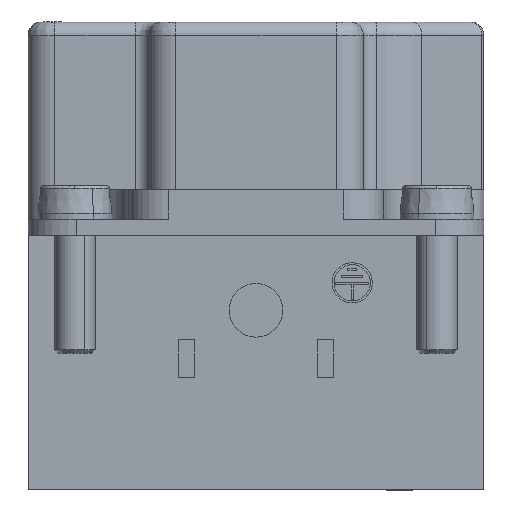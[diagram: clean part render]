
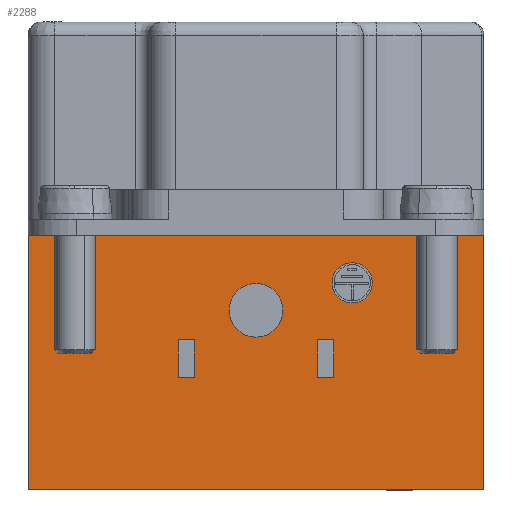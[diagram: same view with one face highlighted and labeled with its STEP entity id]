
A CAD part, front view. The second image highlights one B-rep face of the part: STEP entity #2288.
In plain terms, the highlighted planar face has unit normal (0, -1, 0).
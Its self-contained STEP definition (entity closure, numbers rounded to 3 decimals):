
#2288=ADVANCED_FACE('F1',(#6414,#6415,#6416,#6417,#6418),#3101,.F.);
#3101=PLANE('',#15736);
#3619=CIRCLE('',#15734,2.);
#3620=CIRCLE('',#15735,1.5);
#3921=LINE('',#20295,#5115);
#4040=LINE('',#20963,#5234);
#4041=LINE('',#20965,#5235);
#4042=LINE('',#20967,#5236);
#4043=LINE('',#20968,#5237);
#4044=LINE('',#20971,#5238);
#4045=LINE('',#20973,#5239);
#4046=LINE('',#20975,#5240);
#4047=LINE('',#20976,#5241);
#4048=LINE('',#20979,#5242);
#4049=LINE('',#20981,#5243);
#4050=LINE('',#20983,#5244);
#5115=VECTOR('',#16765,1.);
#5234=VECTOR('',#16910,1.);
#5235=VECTOR('',#16911,1.);
#5236=VECTOR('',#16912,1.);
#5237=VECTOR('',#16913,1.);
#5238=VECTOR('',#16914,1.);
#5239=VECTOR('',#16915,1.);
#5240=VECTOR('',#16916,1.);
#5241=VECTOR('',#16917,1.);
#5242=VECTOR('',#16918,1.);
#5243=VECTOR('',#16919,1.);
#5244=VECTOR('',#16920,1.);
#6414=FACE_BOUND('',#6569,.T.);
#6415=FACE_BOUND('',#6570,.T.);
#6416=FACE_BOUND('',#6571,.T.);
#6417=FACE_BOUND('',#6572,.T.);
#6418=FACE_BOUND('',#6573,.T.);
#6569=EDGE_LOOP('',(#7646,#7647,#7648,#7649));
#6570=EDGE_LOOP('',(#7650,#7651,#7652,#7653));
#6571=EDGE_LOOP('',(#7654,#7655,#7656,#7657));
#6572=EDGE_LOOP('',(#7658));
#6573=EDGE_LOOP('',(#7659));
#7646=ORIENTED_EDGE('',*,*,#13056,.T.);
#7647=ORIENTED_EDGE('',*,*,#13212,.T.);
#7648=ORIENTED_EDGE('',*,*,#13213,.F.);
#7649=ORIENTED_EDGE('',*,*,#13214,.F.);
#7650=ORIENTED_EDGE('',*,*,#13215,.T.);
#7651=ORIENTED_EDGE('',*,*,#13216,.T.);
#7652=ORIENTED_EDGE('',*,*,#13217,.T.);
#7653=ORIENTED_EDGE('',*,*,#13218,.T.);
#7654=ORIENTED_EDGE('',*,*,#13219,.T.);
#7655=ORIENTED_EDGE('',*,*,#13220,.T.);
#7656=ORIENTED_EDGE('',*,*,#13221,.T.);
#7657=ORIENTED_EDGE('',*,*,#13222,.T.);
#7658=ORIENTED_EDGE('',*,*,#13223,.F.);
#7659=ORIENTED_EDGE('',*,*,#13224,.F.);
#11677=VERTEX_POINT('',#20294);
#11678=VERTEX_POINT('',#20296);
#11832=VERTEX_POINT('',#20964);
#11833=VERTEX_POINT('',#20966);
#11834=VERTEX_POINT('',#20969);
#11835=VERTEX_POINT('',#20970);
#11836=VERTEX_POINT('',#20972);
#11837=VERTEX_POINT('',#20974);
#11838=VERTEX_POINT('',#20977);
#11839=VERTEX_POINT('',#20978);
#11840=VERTEX_POINT('',#20980);
#11841=VERTEX_POINT('',#20982);
#11842=VERTEX_POINT('',#20985);
#11843=VERTEX_POINT('',#20987);
#13056=EDGE_CURVE('',#11678,#11677,#3921,.T.);
#13212=EDGE_CURVE('',#11677,#11832,#4040,.T.);
#13213=EDGE_CURVE('',#11833,#11832,#4041,.T.);
#13214=EDGE_CURVE('',#11678,#11833,#4042,.T.);
#13215=EDGE_CURVE('',#11834,#11835,#4043,.T.);
#13216=EDGE_CURVE('',#11835,#11836,#4044,.T.);
#13217=EDGE_CURVE('',#11836,#11837,#4045,.T.);
#13218=EDGE_CURVE('',#11837,#11834,#4046,.T.);
#13219=EDGE_CURVE('',#11838,#11839,#4047,.T.);
#13220=EDGE_CURVE('',#11839,#11840,#4048,.T.);
#13221=EDGE_CURVE('',#11840,#11841,#4049,.T.);
#13222=EDGE_CURVE('',#11841,#11838,#4050,.T.);
#13223=EDGE_CURVE('',#11842,#11842,#3619,.T.);
#13224=EDGE_CURVE('',#11843,#11843,#3620,.T.);
#15734=AXIS2_PLACEMENT_3D('',#20984,#16921,#16922);
#15735=AXIS2_PLACEMENT_3D('',#20986,#16923,#16924);
#15736=AXIS2_PLACEMENT_3D('',#20988,#16925,#16926);
#16765=DIRECTION('',(0.,0.,1.));
#16910=DIRECTION('',(-1.,0.,0.));
#16911=DIRECTION('',(0.,0.,1.));
#16912=DIRECTION('',(-1.,0.,0.));
#16913=DIRECTION('',(0.,0.,1.));
#16914=DIRECTION('',(1.,0.,0.));
#16915=DIRECTION('',(0.,0.,-1.));
#16916=DIRECTION('',(-1.,0.,0.));
#16917=DIRECTION('',(0.,0.,-1.));
#16918=DIRECTION('',(-1.,0.,0.));
#16919=DIRECTION('',(0.,0.,1.));
#16920=DIRECTION('',(1.,0.,0.));
#16921=DIRECTION('',(0.,-1.,0.));
#16922=DIRECTION('',(-1.,0.,0.));
#16923=DIRECTION('',(0.,-1.,0.));
#16924=DIRECTION('',(-1.,0.,0.));
#16925=DIRECTION('',(0.,1.,0.));
#16926=DIRECTION('',(-1.,0.,0.));
#20294=CARTESIAN_POINT('',(17.,-16.5,19.));
#20295=CARTESIAN_POINT('',(17.,-16.5,0.));
#20296=CARTESIAN_POINT('',(17.,-16.5,0.));
#20963=CARTESIAN_POINT('',(17.,-16.5,19.));
#20964=CARTESIAN_POINT('',(-17.,-16.5,19.));
#20965=CARTESIAN_POINT('',(-17.,-16.5,0.));
#20966=CARTESIAN_POINT('',(-17.,-16.5,0.));
#20967=CARTESIAN_POINT('',(17.,-16.5,0.));
#20968=CARTESIAN_POINT('',(4.6,-16.5,8.4));
#20969=CARTESIAN_POINT('',(4.6,-16.5,8.4));
#20970=CARTESIAN_POINT('',(4.6,-16.5,11.2));
#20971=CARTESIAN_POINT('',(17.,-16.5,11.2));
#20972=CARTESIAN_POINT('',(5.8,-16.5,11.2));
#20973=CARTESIAN_POINT('',(5.8,-16.5,11.2));
#20974=CARTESIAN_POINT('',(5.8,-16.5,8.4));
#20975=CARTESIAN_POINT('',(17.,-16.5,8.4));
#20976=CARTESIAN_POINT('',(-4.6,-16.5,8.4));
#20977=CARTESIAN_POINT('',(-4.6,-16.5,11.2));
#20978=CARTESIAN_POINT('',(-4.6,-16.5,8.4));
#20979=CARTESIAN_POINT('',(17.,-16.5,8.4));
#20980=CARTESIAN_POINT('',(-5.8,-16.5,8.4));
#20981=CARTESIAN_POINT('',(-5.8,-16.5,11.2));
#20982=CARTESIAN_POINT('',(-5.8,-16.5,11.2));
#20983=CARTESIAN_POINT('',(17.,-16.5,11.2));
#20984=CARTESIAN_POINT('',(0.,-16.5,13.4));
#20985=CARTESIAN_POINT('',(-2.,-16.5,13.4));
#20986=CARTESIAN_POINT('',(7.175,-16.5,15.45));
#20987=CARTESIAN_POINT('',(5.675,-16.5,15.45));
#20988=CARTESIAN_POINT('',(17.,-16.5,0.));
